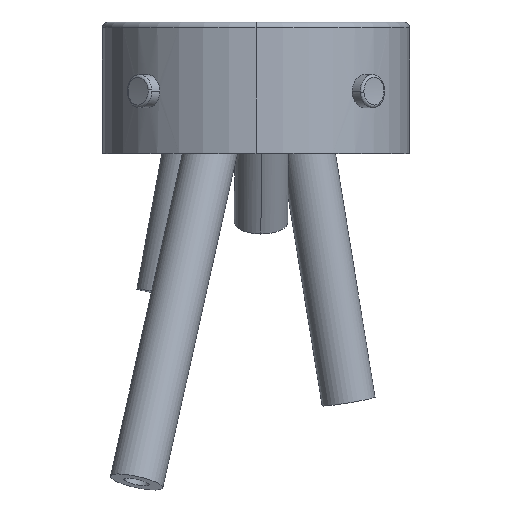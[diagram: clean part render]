
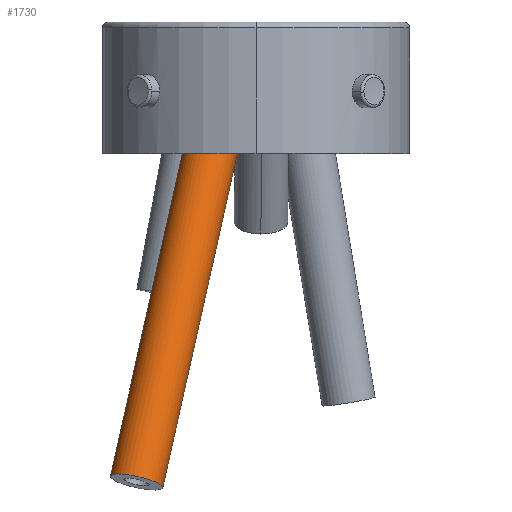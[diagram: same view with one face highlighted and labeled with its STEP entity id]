
A CAD part, top view. The second image highlights one B-rep face of the part: STEP entity #1730.
In plain terms, the highlighted cylindrical face has radius 2.461 mm (diameter 4.921 mm), a partial arc.
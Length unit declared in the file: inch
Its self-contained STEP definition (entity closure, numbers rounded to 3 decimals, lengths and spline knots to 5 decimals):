
#432 = LINE ( 'NONE', #2668, #3076 ) ;
#597 = VERTEX_POINT ( 'NONE', #1367 ) ;
#977 = CARTESIAN_POINT ( 'NONE',  ( -0.52612, -1.16687, 0.42235 ) ) ;
#978 = CARTESIAN_POINT ( 'NONE',  ( -0.33701, -1.20903, 0.42235 ) ) ;
#1059 = CARTESIAN_POINT ( 'NONE',  ( -0.10863, 0., 0.25853 ) ) ;
#1188 = AXIS2_PLACEMENT_3D ( 'NONE', #2098, #4089, #1812 ) ;
#1307 = CARTESIAN_POINT ( 'NONE',  ( -0.43156, -1.18795, 0.42235 ) ) ;
#1363 = VERTEX_POINT ( 'NONE', #977 ) ;
#1367 = CARTESIAN_POINT ( 'NONE',  ( -0.26603, 0., 0.16679 ) ) ;
#1457 = CARTESIAN_POINT ( 'NONE',  ( 4387.46549, 19685.05025, -4311.20263 ) ) ;
#1512 = CARTESIAN_POINT ( 'NONE',  ( -0.06752, 0., 0.15756 ) ) ;
#1644 = CYLINDRICAL_SURFACE ( 'NONE', #1188, 0.09688 ) ;
#1730 = ADVANCED_FACE ( 'NONE', ( #2195 ), #1644, .T. ) ;
#1770 = ORIENTED_EDGE ( 'NONE', *, *, #2761, .T. ) ;
#1791 = ORIENTED_EDGE ( 'NONE', *, *, #3447, .T. ) ;
#1794 = DIRECTION ( 'NONE',  ( -0.213, -0.954, 0.209 ) ) ;
#1812 = DIRECTION ( 'NONE',  ( 0.976, -0.218, 0. ) ) ;
#1911 = CIRCLE ( 'NONE', #3896, 0.09687 ) ;
#2017 = CARTESIAN_POINT ( 'NONE',  ( -0.16677, 0., 0.26124 ) ) ;
#2028 = CARTESIAN_POINT ( 'NONE',  ( -0.26603, 0., 0.22482 ) ) ;
#2098 = CARTESIAN_POINT ( 'NONE',  ( 4387.56004, 19685.02917, -4311.20263 ) ) ;
#2101 = ORIENTED_EDGE ( 'NONE', *, *, #2106, .T. ) ;
#2106 = EDGE_CURVE ( 'NONE', #3711, #597, #4209, .T. ) ;
#2195 = FACE_OUTER_BOUND ( 'NONE', #2465, .T. ) ;
#2341 = DIRECTION ( 'NONE',  ( -0.213, -0.954, 0.209 ) ) ;
#2359 = CARTESIAN_POINT ( 'NONE',  ( -0.26603, 0., 0.16679 ) ) ;
#2388 = CARTESIAN_POINT ( 'NONE',  ( -0.06752, 0., 0.15756 ) ) ;
#2437 = VECTOR ( 'NONE', #1794, 39.37008 ) ;
#2465 = EDGE_LOOP ( 'NONE', ( #2101, #1791, #1770, #4033 ) ) ;
#2668 = CARTESIAN_POINT ( 'NONE',  ( 4387.6546, 19685.0081, -4311.20263 ) ) ;
#2727 = CARTESIAN_POINT ( 'NONE',  ( -0.06752, 0., 0.21559 ) ) ;
#2761 = EDGE_CURVE ( 'NONE', #1363, #3808, #1911, .T. ) ;
#3064 = EDGE_CURVE ( 'NONE', #3711, #3808, #432, .T. ) ;
#3076 = VECTOR ( 'NONE', #2341, 39.37008 ) ;
#3447 = EDGE_CURVE ( 'NONE', #597, #1363, #3597, .T. ) ;
#3585 = DIRECTION ( 'NONE',  ( -0.976, 0.218, 0. ) ) ;
#3597 = LINE ( 'NONE', #1457, #2437 ) ;
#3616 = DIRECTION ( 'NONE',  ( 0.213, 0.954, -0.209 ) ) ;
#3711 = VERTEX_POINT ( 'NONE', #1512 ) ;
#3808 = VERTEX_POINT ( 'NONE', #978 ) ;
#3896 = AXIS2_PLACEMENT_3D ( 'NONE', #1307, #3616, #3585 ) ;
#4003 = CARTESIAN_POINT ( 'NONE',  ( -0.22492, 0., 0.26394 ) ) ;
#4033 = ORIENTED_EDGE ( 'NONE', *, *, #3064, .F. ) ;
#4089 = DIRECTION ( 'NONE',  ( -0.213, -0.954, 0.209 ) ) ;
#4209 =( BOUNDED_CURVE ( )  B_SPLINE_CURVE ( 3, ( #2388, #2727, #1059, #2017, #4003, #2028, #2359 ),
 .UNSPECIFIED., .F., .T. ) 
 B_SPLINE_CURVE_WITH_KNOTS ( ( 4, 3, 4 ),
 ( 3.89494, 5.46574, 7.03653 ),
 .UNSPECIFIED. ) 
 CURVE ( )  GEOMETRIC_REPRESENTATION_ITEM ( )  RATIONAL_B_SPLINE_CURVE ( ( 1., 0.805, 0.805, 1., 0.805, 0.805, 1. ) ) 
 REPRESENTATION_ITEM ( '' )  );
